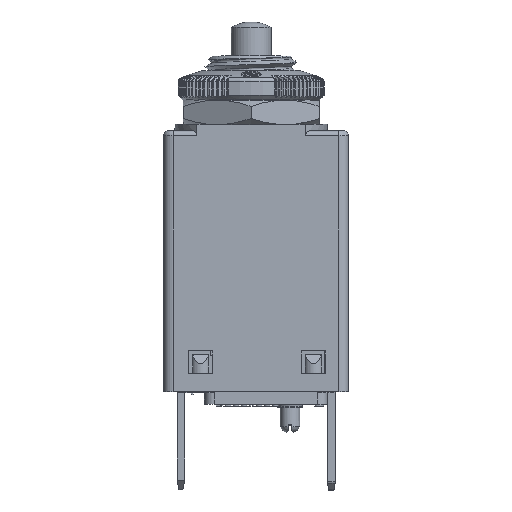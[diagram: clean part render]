
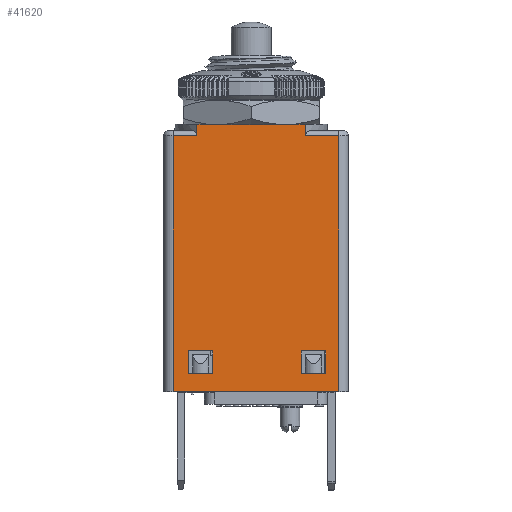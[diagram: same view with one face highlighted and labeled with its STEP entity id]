
A CAD part, top view. The second image highlights one B-rep face of the part: STEP entity #41620.
In plain terms, the highlighted planar face has unit normal (0, 0, 1).
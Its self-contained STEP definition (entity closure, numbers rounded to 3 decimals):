
#1214=DIRECTION('',(0.,-1.,0.));
#1215=VECTOR('',#1214,1.2);
#1216=CARTESIAN_POINT('',(-5.587,27.5,5.5));
#1217=LINE('',#1216,#1215);
#1662=DIRECTION('',(1.,0.,0.));
#1663=VECTOR('',#1662,2.5);
#1664=CARTESIAN_POINT('',(-6.45,1.87,5.5));
#1665=LINE('',#1664,#1663);
#1669=DIRECTION('',(0.,1.,0.));
#1670=VECTOR('',#1669,2.3);
#1671=CARTESIAN_POINT('',(-3.95,1.87,5.5));
#1672=LINE('',#1671,#1670);
#1676=DIRECTION('',(-1.,0.,0.));
#1677=VECTOR('',#1676,2.5);
#1678=CARTESIAN_POINT('',(-3.95,4.17,5.5));
#1679=LINE('',#1678,#1677);
#1683=DIRECTION('',(0.,-1.,0.));
#1684=VECTOR('',#1683,2.3);
#1685=CARTESIAN_POINT('',(-6.45,4.17,5.5));
#1686=LINE('',#1685,#1684);
#1690=DIRECTION('',(0.,-1.,0.));
#1691=VECTOR('',#1690,2.3);
#1692=CARTESIAN_POINT('',(5.15,4.17,5.5));
#1693=LINE('',#1692,#1691);
#1697=DIRECTION('',(1.,0.,0.));
#1698=VECTOR('',#1697,2.5);
#1699=CARTESIAN_POINT('',(5.15,1.87,5.5));
#1700=LINE('',#1699,#1698);
#1704=DIRECTION('',(0.,1.,0.));
#1705=VECTOR('',#1704,2.3);
#1706=CARTESIAN_POINT('',(7.65,1.87,5.5));
#1707=LINE('',#1706,#1705);
#1711=DIRECTION('',(-1.,0.,0.));
#1712=VECTOR('',#1711,2.5);
#1713=CARTESIAN_POINT('',(7.65,4.17,5.5));
#1714=LINE('',#1713,#1712);
#1718=DIRECTION('',(1.,0.,0.));
#1719=VECTOR('',#1718,8.66);
#1720=CARTESIAN_POINT('',(-4.33,27.44,5.5));
#1721=LINE('',#1720,#1719);
#1725=CARTESIAN_POINT('',(4.474,27.492,5.5));
#1726=CARTESIAN_POINT('',(4.45,27.483,5.5));
#1727=CARTESIAN_POINT('',(4.402,27.466,5.5));
#1728=CARTESIAN_POINT('',(4.354,27.448,5.5));
#1729=CARTESIAN_POINT('',(4.33,27.44,5.5));
#1734=DIRECTION('',(0.,-1.,0.));
#1735=VECTOR('',#1734,0.008);
#1736=CARTESIAN_POINT('',(4.474,27.5,5.5));
#1737=LINE('',#1736,#1735);
#1741=DIRECTION('',(-1.,0.,0.));
#1742=VECTOR('',#1741,1.113);
#1743=CARTESIAN_POINT('',(5.587,27.5,5.5));
#1744=LINE('',#1743,#1742);
#1748=DIRECTION('',(-1.,0.,0.));
#1749=VECTOR('',#1748,3.413);
#1750=CARTESIAN_POINT('',(9.,26.3,5.5));
#1751=LINE('',#1750,#1749);
#1755=DIRECTION('',(0.,1.,0.));
#1756=VECTOR('',#1755,26.3);
#1757=CARTESIAN_POINT('',(9.,0.,5.5));
#1758=LINE('',#1757,#1756);
#1762=DIRECTION('',(1.,0.,0.));
#1763=VECTOR('',#1762,17.);
#1764=CARTESIAN_POINT('',(-8.,0.,5.5));
#1765=LINE('',#1764,#1763);
#1769=DIRECTION('',(0.,-1.,0.));
#1770=VECTOR('',#1769,26.3);
#1771=CARTESIAN_POINT('',(-8.,26.3,5.5));
#1772=LINE('',#1771,#1770);
#1776=DIRECTION('',(-1.,0.,0.));
#1777=VECTOR('',#1776,2.413);
#1778=CARTESIAN_POINT('',(-5.587,26.3,5.5));
#1779=LINE('',#1778,#1777);
#1783=DIRECTION('',(-1.,0.,0.));
#1784=VECTOR('',#1783,1.113);
#1785=CARTESIAN_POINT('',(-4.474,27.5,5.5));
#1786=LINE('',#1785,#1784);
#1790=DIRECTION('',(0.,-1.,0.));
#1791=VECTOR('',#1790,0.008);
#1792=CARTESIAN_POINT('',(-4.474,27.5,5.5));
#1793=LINE('',#1792,#1791);
#1797=CARTESIAN_POINT('',(-4.33,27.44,5.5));
#1798=CARTESIAN_POINT('',(-4.354,27.448,5.5));
#1799=CARTESIAN_POINT('',(-4.402,27.466,5.5));
#1800=CARTESIAN_POINT('',(-4.45,27.483,5.5));
#1801=CARTESIAN_POINT('',(-4.474,27.492,5.5));
#34980=DIRECTION('',(0.,1.,0.));
#34981=VECTOR('',#34980,1.2);
#34982=CARTESIAN_POINT('',(5.587,26.3,5.5));
#34983=LINE('',#34982,#34981);
#35991=CARTESIAN_POINT('',(-5.587,27.5,5.5));
#35993=VERTEX_POINT('',#35991);
#35994=CARTESIAN_POINT('',(5.587,27.5,5.5));
#35996=VERTEX_POINT('',#35994);
#36046=CARTESIAN_POINT('',(-6.45,1.87,5.5));
#36047=CARTESIAN_POINT('',(-3.95,1.87,5.5));
#36048=VERTEX_POINT('',#36046);
#36049=VERTEX_POINT('',#36047);
#36050=CARTESIAN_POINT('',(-3.95,4.17,5.5));
#36051=VERTEX_POINT('',#36050);
#36052=CARTESIAN_POINT('',(-6.45,4.17,5.5));
#36053=VERTEX_POINT('',#36052);
#36054=CARTESIAN_POINT('',(5.15,4.17,5.5));
#36055=CARTESIAN_POINT('',(5.15,1.87,5.5));
#36056=VERTEX_POINT('',#36054);
#36057=VERTEX_POINT('',#36055);
#36058=CARTESIAN_POINT('',(7.65,1.87,5.5));
#36059=VERTEX_POINT('',#36058);
#36060=CARTESIAN_POINT('',(7.65,4.17,5.5));
#36061=VERTEX_POINT('',#36060);
#36164=CARTESIAN_POINT('',(-8.,0.,5.5));
#36166=VERTEX_POINT('',#36164);
#36169=CARTESIAN_POINT('',(9.,0.,5.5));
#36171=VERTEX_POINT('',#36169);
#36196=CARTESIAN_POINT('',(-8.,26.3,5.5));
#36197=VERTEX_POINT('',#36196);
#36200=CARTESIAN_POINT('',(-5.587,26.3,5.5));
#36201=VERTEX_POINT('',#36200);
#36208=CARTESIAN_POINT('',(9.,26.3,5.5));
#36209=CARTESIAN_POINT('',(5.587,26.3,5.5));
#36210=VERTEX_POINT('',#36208);
#36211=VERTEX_POINT('',#36209);
#38539=CARTESIAN_POINT('',(-4.33,27.44,5.5));
#38540=CARTESIAN_POINT('',(4.33,27.44,5.5));
#38541=VERTEX_POINT('',#38539);
#38542=VERTEX_POINT('',#38540);
#38543=CARTESIAN_POINT('',(-4.474,27.5,5.5));
#38544=CARTESIAN_POINT('',(-4.474,27.492,5.5));
#38545=VERTEX_POINT('',#38543);
#38546=VERTEX_POINT('',#38544);
#38547=CARTESIAN_POINT('',(4.474,27.5,5.5));
#38548=CARTESIAN_POINT('',(4.474,27.492,5.5));
#38549=VERTEX_POINT('',#38547);
#38550=VERTEX_POINT('',#38548);
#41570=CARTESIAN_POINT('',(0.,0.,5.5));
#41571=DIRECTION('',(0.,0.,1.));
#41572=DIRECTION('',(1.,0.,0.));
#41573=AXIS2_PLACEMENT_3D('',#41570,#41571,#41572);
#41574=PLANE('',#41573);
#41576=ORIENTED_EDGE('',*,*,#41575,.T.);
#41578=ORIENTED_EDGE('',*,*,#41577,.F.);
#41580=ORIENTED_EDGE('',*,*,#41579,.F.);
#41582=ORIENTED_EDGE('',*,*,#41581,.F.);
#41584=ORIENTED_EDGE('',*,*,#41583,.F.);
#41586=ORIENTED_EDGE('',*,*,#41585,.F.);
#41588=ORIENTED_EDGE('',*,*,#41587,.F.);
#41589=ORIENTED_EDGE('',*,*,#40898,.F.);
#41590=ORIENTED_EDGE('',*,*,#41098,.F.);
#41592=ORIENTED_EDGE('',*,*,#41591,.F.);
#41593=ORIENTED_EDGE('',*,*,#41251,.F.);
#41595=ORIENTED_EDGE('',*,*,#41594,.F.);
#41597=ORIENTED_EDGE('',*,*,#41596,.T.);
#41599=ORIENTED_EDGE('',*,*,#41598,.F.);
#41600=EDGE_LOOP('',(#41576,#41578,#41580,#41582,#41584,#41586,#41588,#41589,
#41590,#41592,#41593,#41595,#41597,#41599));
#41601=FACE_OUTER_BOUND('',#41600,.F.);
#41603=ORIENTED_EDGE('',*,*,#41602,.T.);
#41605=ORIENTED_EDGE('',*,*,#41604,.T.);
#41607=ORIENTED_EDGE('',*,*,#41606,.T.);
#41609=ORIENTED_EDGE('',*,*,#41608,.T.);
#41610=EDGE_LOOP('',(#41603,#41605,#41607,#41609));
#41611=FACE_BOUND('',#41610,.F.);
#41612=ORIENTED_EDGE('',*,*,#41398,.T.);
#41613=ORIENTED_EDGE('',*,*,#41547,.T.);
#41615=ORIENTED_EDGE('',*,*,#41614,.T.);
#41617=ORIENTED_EDGE('',*,*,#41616,.T.);
#41618=EDGE_LOOP('',(#41612,#41613,#41615,#41617));
#41619=FACE_BOUND('',#41618,.F.);
#1730=B_SPLINE_CURVE_WITH_KNOTS('',3,(#1725,#1726,#1727,#1728,#1729),
.UNSPECIFIED.,.F.,.F.,(4,1,4),(0.,0.5,1.),.UNSPECIFIED.);
#1802=B_SPLINE_CURVE_WITH_KNOTS('',3,(#1797,#1798,#1799,#1800,#1801),
.UNSPECIFIED.,.F.,.F.,(4,1,4),(0.,0.5,1.),.UNSPECIFIED.);
#40898=EDGE_CURVE('',#36166,#36171,#1765,.T.);
#41098=EDGE_CURVE('',#36197,#36166,#1772,.T.);
#41251=EDGE_CURVE('',#35993,#36201,#1217,.T.);
#41398=EDGE_CURVE('',#36048,#36049,#1665,.T.);
#41547=EDGE_CURVE('',#36049,#36051,#1672,.T.);
#41575=EDGE_CURVE('',#38541,#38542,#1721,.T.);
#41577=EDGE_CURVE('',#38550,#38542,#1730,.T.);
#41579=EDGE_CURVE('',#38549,#38550,#1737,.T.);
#41581=EDGE_CURVE('',#35996,#38549,#1744,.T.);
#41583=EDGE_CURVE('',#36211,#35996,#34983,.T.);
#41585=EDGE_CURVE('',#36210,#36211,#1751,.T.);
#41587=EDGE_CURVE('',#36171,#36210,#1758,.T.);
#41591=EDGE_CURVE('',#36201,#36197,#1779,.T.);
#41594=EDGE_CURVE('',#38545,#35993,#1786,.T.);
#41596=EDGE_CURVE('',#38545,#38546,#1793,.T.);
#41598=EDGE_CURVE('',#38541,#38546,#1802,.T.);
#41602=EDGE_CURVE('',#36056,#36057,#1693,.T.);
#41604=EDGE_CURVE('',#36057,#36059,#1700,.T.);
#41606=EDGE_CURVE('',#36059,#36061,#1707,.T.);
#41608=EDGE_CURVE('',#36061,#36056,#1714,.T.);
#41614=EDGE_CURVE('',#36051,#36053,#1679,.T.);
#41616=EDGE_CURVE('',#36053,#36048,#1686,.T.);
#41620=ADVANCED_FACE('',(#41601,#41611,#41619),#41574,.T.);
